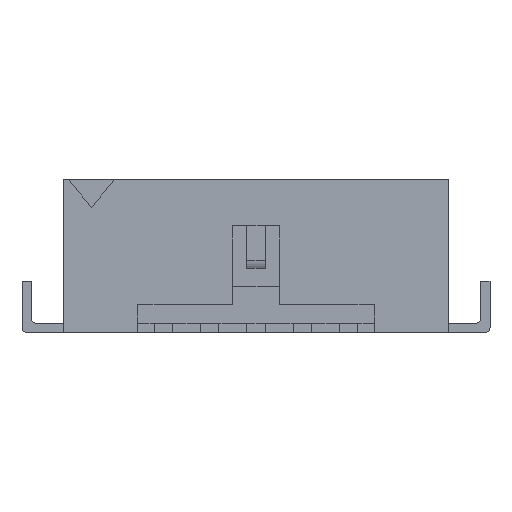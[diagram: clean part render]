
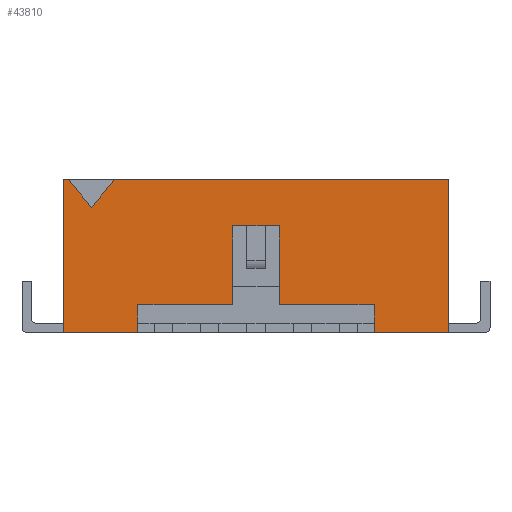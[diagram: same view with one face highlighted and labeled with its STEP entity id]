
A CAD part, left-side view. The second image highlights one B-rep face of the part: STEP entity #43810.
In plain terms, the highlighted planar face has unit normal (-1, 0, 0).
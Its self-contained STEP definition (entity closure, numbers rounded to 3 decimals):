
#42620=CARTESIAN_POINT('',(4.194,571.068,
0.45));
#42630=DIRECTION('',(1.,0.,0.));
#42640=DIRECTION('',(0.,0.,1.));
#42650=AXIS2_PLACEMENT_3D('',#42620,#42630,#42640);
#42660=PLANE('',#42650);
#42670=CARTESIAN_POINT('',(4.194,570.918,0.));
#42680=DIRECTION('',(0.,0.,-1.));
#42690=VECTOR('',#42680,1.);
#42700=LINE('',#42670,#42690);
#42710=CARTESIAN_POINT('',(4.194,570.918,
2.1));
#42720=VERTEX_POINT('',#42710);
#42730=CARTESIAN_POINT('',(4.194,570.918,
-1.2));
#42740=VERTEX_POINT('',#42730);
#42750=EDGE_CURVE('',#42720,#42740,#42700,.T.);
#42760=ORIENTED_EDGE('',*,*,#42750,.F.);
#42770=CARTESIAN_POINT('',(4.194,0.,-1.2));
#42780=DIRECTION('',(0.,-1.,0.));
#42790=VECTOR('',#42780,1.);
#42800=LINE('',#42770,#42790);
#42810=CARTESIAN_POINT('',(4.194,572.518,
-1.2));
#42820=VERTEX_POINT('',#42810);
#42830=EDGE_CURVE('',#42820,#42740,#42800,.T.);
#42840=ORIENTED_EDGE('',*,*,#42830,.T.);
#42850=CARTESIAN_POINT('',(4.194,572.518,0.));
#42860=DIRECTION('',(0.,0.,-1.));
#42870=VECTOR('',#42860,1.);
#42880=LINE('',#42850,#42870);
#42890=CARTESIAN_POINT('',(4.194,572.518,
-0.6));
#42900=VERTEX_POINT('',#42890);
#42910=EDGE_CURVE('',#42900,#42820,#42880,.T.);
#42920=ORIENTED_EDGE('',*,*,#42910,.T.);
#42930=CARTESIAN_POINT('',(4.194,0.,-0.6));
#42940=DIRECTION('',(0.,-1.,0.));
#42950=VECTOR('',#42940,1.);
#42960=LINE('',#42930,#42950);
#42970=CARTESIAN_POINT('',(4.194,574.568,
-0.6));
#42980=VERTEX_POINT('',#42970);
#42990=EDGE_CURVE('',#42980,#42900,#42960,.T.);
#43000=ORIENTED_EDGE('',*,*,#42990,.T.);
#43010=CARTESIAN_POINT('',(4.194,574.568,0.));
#43020=DIRECTION('',(0.,0.,1.));
#43030=VECTOR('',#43020,1.);
#43040=LINE('',#43010,#43030);
#43050=CARTESIAN_POINT('',(4.194,574.568,
1.1));
#43060=VERTEX_POINT('',#43050);
#43070=EDGE_CURVE('',#42980,#43060,#43040,.T.);
#43080=ORIENTED_EDGE('',*,*,#43070,.F.);
#43090=CARTESIAN_POINT('',(4.194,0.,1.1));
#43100=DIRECTION('',(0.,1.,0.));
#43110=VECTOR('',#43100,1.);
#43120=LINE('',#43090,#43110);
#43130=CARTESIAN_POINT('',(4.194,575.568,
1.1));
#43140=VERTEX_POINT('',#43130);
#43150=EDGE_CURVE('',#43060,#43140,#43120,.T.);
#43160=ORIENTED_EDGE('',*,*,#43150,.F.);
#43170=CARTESIAN_POINT('',(4.194,575.568,0.));
#43180=DIRECTION('',(0.,0.,-1.));
#43190=VECTOR('',#43180,1.);
#43200=LINE('',#43170,#43190);
#43210=CARTESIAN_POINT('',(4.194,575.568,
-0.6));
#43220=VERTEX_POINT('',#43210);
#43230=EDGE_CURVE('',#43140,#43220,#43200,.T.);
#43240=ORIENTED_EDGE('',*,*,#43230,.F.);
#43250=CARTESIAN_POINT('',(4.194,0.,-0.6));
#43260=DIRECTION('',(0.,-1.,0.));
#43270=VECTOR('',#43260,1.);
#43280=LINE('',#43250,#43270);
#43290=CARTESIAN_POINT('',(4.194,577.618,
-0.6));
#43300=VERTEX_POINT('',#43290);
#43310=EDGE_CURVE('',#43300,#43220,#43280,.T.);
#43320=ORIENTED_EDGE('',*,*,#43310,.T.);
#43330=CARTESIAN_POINT('',(4.194,577.618,0.));
#43340=DIRECTION('',(0.,0.,1.));
#43350=VECTOR('',#43340,1.);
#43360=LINE('',#43330,#43350);
#43370=CARTESIAN_POINT('',(4.194,577.618,
-1.2));
#43380=VERTEX_POINT('',#43370);
#43390=EDGE_CURVE('',#43380,#43300,#43360,.T.);
#43400=ORIENTED_EDGE('',*,*,#43390,.T.);
#43410=CARTESIAN_POINT('',(4.194,579.218,
-1.2));
#43420=VERTEX_POINT('',#43410);
#43430=EDGE_CURVE('',#43420,#43380,#42800,.T.);
#43440=ORIENTED_EDGE('',*,*,#43430,.T.);
#43450=CARTESIAN_POINT('',(4.194,579.218,0.));
#43460=DIRECTION('',(0.,0.,1.));
#43470=VECTOR('',#43460,1.);
#43480=LINE('',#43450,#43470);
#43490=CARTESIAN_POINT('',(4.194,579.218,
2.1));
#43500=VERTEX_POINT('',#43490);
#43510=EDGE_CURVE('',#43420,#43500,#43480,.T.);
#43520=ORIENTED_EDGE('',*,*,#43510,.F.);
#43530=CARTESIAN_POINT('',(4.194,0.,2.1));
#43540=DIRECTION('',(0.,1.,0.));
#43550=VECTOR('',#43540,1.);
#43560=LINE('',#43530,#43550);
#43570=CARTESIAN_POINT('',(4.194,579.118,
2.1));
#43580=VERTEX_POINT('',#43570);
#43590=EDGE_CURVE('',#43580,#43500,#43560,.T.);
#43600=ORIENTED_EDGE('',*,*,#43590,.T.);
#43610=CARTESIAN_POINT('',(4.194,577.368,0.));
#43620=DIRECTION('',(0.,-0.64,-0.768));
#43630=VECTOR('',#43620,1.);
#43640=LINE('',#43610,#43630);
#43650=CARTESIAN_POINT('',(4.194,578.618,1.5));
#43660=VERTEX_POINT('',#43650);
#43670=EDGE_CURVE('',#43580,#43660,#43640,.T.);
#43680=ORIENTED_EDGE('',*,*,#43670,.F.);
#43690=CARTESIAN_POINT('',(4.194,579.868,0.));
#43700=DIRECTION('',(0.,-0.64,0.768));
#43710=VECTOR('',#43700,1.);
#43720=LINE('',#43690,#43710);
#43730=CARTESIAN_POINT('',(4.194,578.118,
2.1));
#43740=VERTEX_POINT('',#43730);
#43750=EDGE_CURVE('',#43660,#43740,#43720,.T.);
#43760=ORIENTED_EDGE('',*,*,#43750,.F.);
#43770=EDGE_CURVE('',#42720,#43740,#43560,.T.);
#43780=ORIENTED_EDGE('',*,*,#43770,.T.);
#43790=EDGE_LOOP('',(#43780,#43760,#43680,#43600,#43520,#43440,#43400,
#43320,#43240,#43160,#43080,#43000,#42920,#42840,#42760));
#43800=FACE_OUTER_BOUND('',#43790,.T.);
#43810=ADVANCED_FACE('',(#43800),#42660,.F.);
